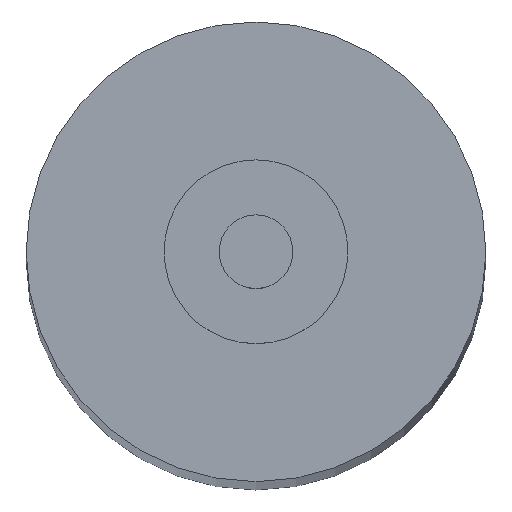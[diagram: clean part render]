
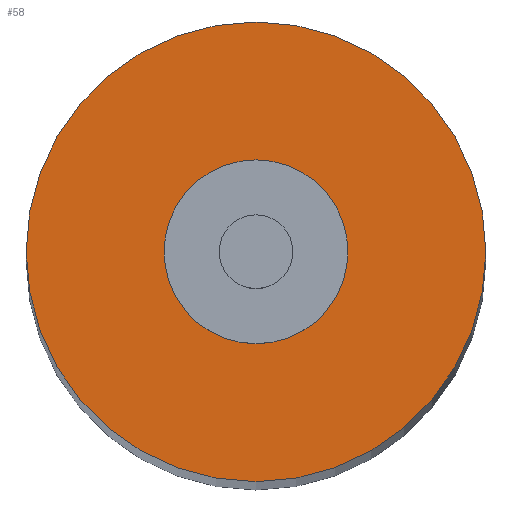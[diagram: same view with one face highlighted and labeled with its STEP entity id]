
A CAD part, top view. The second image highlights one B-rep face of the part: STEP entity #58.
In plain terms, the highlighted planar face has unit normal (0, 0, 1).
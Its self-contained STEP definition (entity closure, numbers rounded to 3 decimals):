
#34 = DIRECTION ( 'NONE',  ( 1., 0., 0. ) ) ;
#35 = CARTESIAN_POINT ( 'NONE',  ( 0., 0., 260. ) ) ;
#37 = CARTESIAN_POINT ( 'NONE',  ( 0., -10., 260. ) ) ;
#58 = ADVANCED_FACE ( 'NONE', ( #225, #212 ), #148, .T. ) ;
#75 = CARTESIAN_POINT ( 'NONE',  ( 0., 0., 260. ) ) ;
#80 = DIRECTION ( 'NONE',  ( 1., 0., 0. ) ) ;
#81 = CIRCLE ( 'NONE', #459, 10. ) ;
#84 = ORIENTED_EDGE ( 'NONE', *, *, #476, .T. ) ;
#124 = CARTESIAN_POINT ( 'NONE',  ( 0., 10., 260. ) ) ;
#130 = DIRECTION ( 'NONE',  ( 0., 0., -1. ) ) ;
#138 = CARTESIAN_POINT ( 'NONE',  ( 0., 0., 260. ) ) ;
#139 = CARTESIAN_POINT ( 'NONE',  ( 0., 0., 260. ) ) ;
#142 = EDGE_CURVE ( 'NONE', #332, #217, #334, .T. ) ;
#148 = PLANE ( 'NONE',  #516 ) ;
#166 = VERTEX_POINT ( 'NONE', #37 ) ;
#167 = DIRECTION ( 'NONE',  ( 1., 0., 0. ) ) ;
#183 = AXIS2_PLACEMENT_3D ( 'NONE', #403, #498, #167 ) ;
#189 = DIRECTION ( 'NONE',  ( 0., 0., 1. ) ) ;
#212 = FACE_BOUND ( 'NONE', #231, .T. ) ;
#217 = VERTEX_POINT ( 'NONE', #324 ) ;
#220 = AXIS2_PLACEMENT_3D ( 'NONE', #35, #484, #80 ) ;
#225 = FACE_OUTER_BOUND ( 'NONE', #488, .T. ) ;
#231 = EDGE_LOOP ( 'NONE', ( #84, #328 ) ) ;
#248 = EDGE_CURVE ( 'NONE', #217, #332, #271, .T. ) ;
#271 = CIRCLE ( 'NONE', #183, 25. ) ;
#317 = AXIS2_PLACEMENT_3D ( 'NONE', #139, #433, #382 ) ;
#320 = EDGE_CURVE ( 'NONE', #166, #343, #81, .T. ) ;
#324 = CARTESIAN_POINT ( 'NONE',  ( 25., 0., 260. ) ) ;
#328 = ORIENTED_EDGE ( 'NONE', *, *, #320, .T. ) ;
#332 = VERTEX_POINT ( 'NONE', #373 ) ;
#334 = CIRCLE ( 'NONE', #220, 25. ) ;
#343 = VERTEX_POINT ( 'NONE', #124 ) ;
#361 = CIRCLE ( 'NONE', #317, 10. ) ;
#373 = CARTESIAN_POINT ( 'NONE',  ( -25., 0., 260. ) ) ;
#382 = DIRECTION ( 'NONE',  ( 0., 1., 0. ) ) ;
#386 = ORIENTED_EDGE ( 'NONE', *, *, #248, .F. ) ;
#393 = ORIENTED_EDGE ( 'NONE', *, *, #142, .F. ) ;
#403 = CARTESIAN_POINT ( 'NONE',  ( 0., 0., 260. ) ) ;
#419 = DIRECTION ( 'NONE',  ( 0., 1., 0. ) ) ;
#433 = DIRECTION ( 'NONE',  ( 0., 0., -1. ) ) ;
#459 = AXIS2_PLACEMENT_3D ( 'NONE', #138, #130, #419 ) ;
#476 = EDGE_CURVE ( 'NONE', #343, #166, #361, .T. ) ;
#484 = DIRECTION ( 'NONE',  ( 0., 0., -1. ) ) ;
#488 = EDGE_LOOP ( 'NONE', ( #386, #393 ) ) ;
#498 = DIRECTION ( 'NONE',  ( 0., 0., -1. ) ) ;
#516 = AXIS2_PLACEMENT_3D ( 'NONE', #75, #189, #34 ) ;
